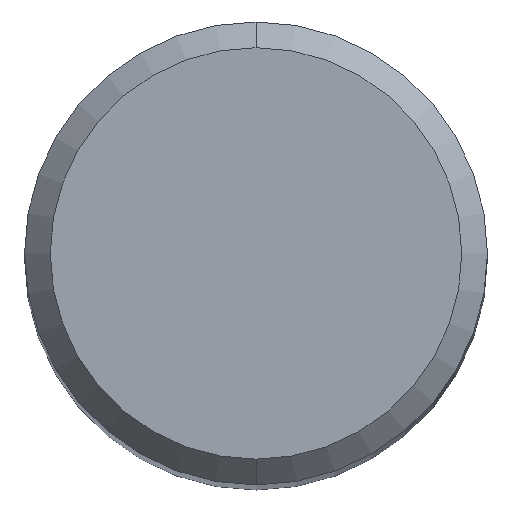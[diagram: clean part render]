
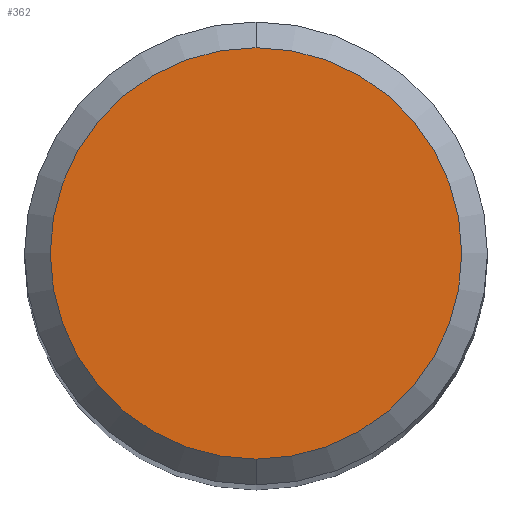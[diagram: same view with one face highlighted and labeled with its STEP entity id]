
A CAD part, top view. The second image highlights one B-rep face of the part: STEP entity #362.
In plain terms, the highlighted planar face has unit normal (0, 0, 1).
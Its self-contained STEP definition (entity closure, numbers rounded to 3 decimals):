
#208=EDGE_CURVE('',#392,#404,#514,.T.);
#362=ADVANCED_FACE('',(#687),#688,.T.);
#392=VERTEX_POINT('',#719);
#404=VERTEX_POINT('',#731);
#454=EDGE_CURVE('',#404,#392,#785,.T.);
#514=CIRCLE('',#859,4.0);
#687=FACE_OUTER_BOUND('',#1256,.T.);
#688=PLANE('',#1257);
#719=CARTESIAN_POINT('',(0.,-4.0,0.0));
#731=CARTESIAN_POINT('',(0.0,4.0,0.0));
#785=CIRCLE('',#1452,4.0);
#859=AXIS2_PLACEMENT_3D('',#1508,#1509,#1510);
#1256=EDGE_LOOP('',(#1725,#1726));
#1257=AXIS2_PLACEMENT_3D('',#1727,#1728,#1729);
#1452=AXIS2_PLACEMENT_3D('',#1801,#1802,#1803);
#1508=CARTESIAN_POINT('',(0.0,0.0,0.0));
#1509=DIRECTION('',(0.0,0.0,-1.0));
#1510=DIRECTION('',(0.0,1.0,0.0));
#1725=ORIENTED_EDGE('',*,*,#454,.F.);
#1726=ORIENTED_EDGE('',*,*,#208,.F.);
#1727=CARTESIAN_POINT('',(0.0,2.0,0.0));
#1728=DIRECTION('',(-0.0,0.0,1.0));
#1729=DIRECTION('',(0.0,-1.0,0.0));
#1801=CARTESIAN_POINT('',(0.0,0.0,0.0));
#1802=DIRECTION('',(0.0,0.0,-1.0));
#1803=DIRECTION('',(0.0,1.0,0.0));
